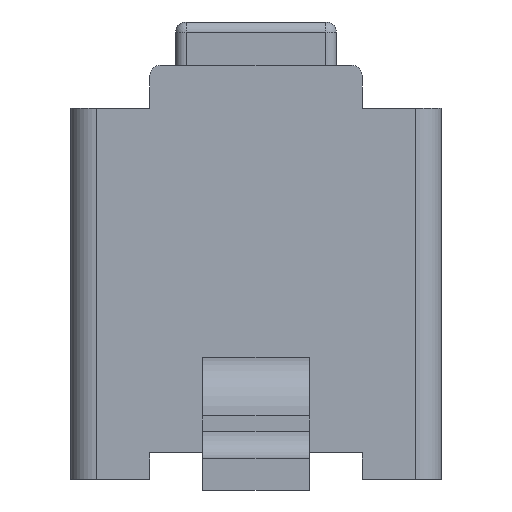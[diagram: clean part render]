
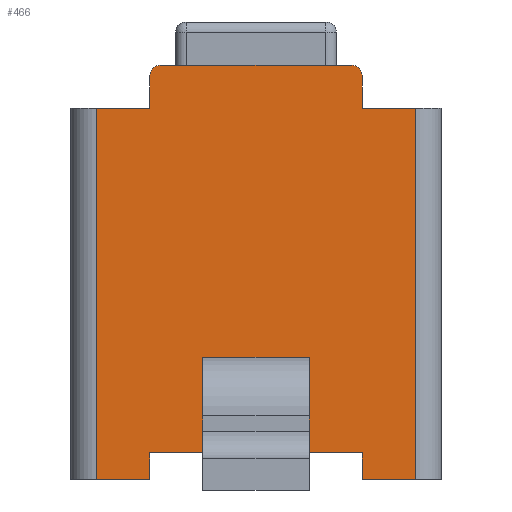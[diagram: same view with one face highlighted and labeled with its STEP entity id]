
A CAD part, front view. The second image highlights one B-rep face of the part: STEP entity #466.
In plain terms, the highlighted planar face has unit normal (0, -1, 0).
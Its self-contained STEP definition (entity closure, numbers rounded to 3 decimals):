
#103 = VERTEX_POINT('',#104);
#104 = CARTESIAN_POINT('',(-1.,-3.,0.35));
#110 = EDGE_CURVE('',#103,#111,#113,.T.);
#111 = VERTEX_POINT('',#112);
#112 = CARTESIAN_POINT('',(1.,-3.,0.35));
#113 = LINE('',#114,#115);
#114 = CARTESIAN_POINT('',(-1.,-3.,0.35));
#115 = VECTOR('',#116,1.);
#116 = DIRECTION('',(1.,0.,0.));
#223 = VERTEX_POINT('',#224);
#224 = CARTESIAN_POINT('',(1.,-3.,0.1));
#230 = EDGE_CURVE('',#223,#231,#233,.T.);
#231 = VERTEX_POINT('',#232);
#232 = CARTESIAN_POINT('',(1.5,-3.,0.1));
#233 = LINE('',#234,#235);
#234 = CARTESIAN_POINT('',(1.,-3.,0.1));
#235 = VECTOR('',#236,1.);
#236 = DIRECTION('',(1.,0.,0.));
#262 = VERTEX_POINT('',#263);
#263 = CARTESIAN_POINT('',(-1.,-3.,0.1));
#272 = VERTEX_POINT('',#273);
#273 = CARTESIAN_POINT('',(-1.5,-3.,0.1));
#280 = EDGE_CURVE('',#272,#262,#281,.T.);
#281 = LINE('',#282,#283);
#282 = CARTESIAN_POINT('',(-1.5,-3.,0.1));
#283 = VECTOR('',#284,1.);
#284 = DIRECTION('',(1.,0.,0.));
#447 = VERTEX_POINT('',#448);
#448 = CARTESIAN_POINT('',(1.5,-3.,3.6));
#455 = EDGE_CURVE('',#447,#231,#456,.T.);
#456 = LINE('',#457,#458);
#457 = CARTESIAN_POINT('',(1.5,-3.,3.6));
#458 = VECTOR('',#459,1.);
#459 = DIRECTION('',(0.,0.,-1.));
#466 = ADVANCED_FACE('',(#467,#549),#583,.T.);
#467 = FACE_BOUND('',#468,.F.);
#468 = EDGE_LOOP('',(#469,#470,#476,#477,#485,#493,#501,#510,#518,#527,
    #535,#541,#542,#543));
#469 = ORIENTED_EDGE('',*,*,#110,.F.);
#470 = ORIENTED_EDGE('',*,*,#471,.F.);
#471 = EDGE_CURVE('',#262,#103,#472,.T.);
#472 = LINE('',#473,#474);
#473 = CARTESIAN_POINT('',(-1.,-3.,0.1));
#474 = VECTOR('',#475,1.);
#475 = DIRECTION('',(0.,0.,1.));
#476 = ORIENTED_EDGE('',*,*,#280,.F.);
#477 = ORIENTED_EDGE('',*,*,#478,.T.);
#478 = EDGE_CURVE('',#272,#479,#481,.T.);
#479 = VERTEX_POINT('',#480);
#480 = CARTESIAN_POINT('',(-1.5,-3.,3.6));
#481 = LINE('',#482,#483);
#482 = CARTESIAN_POINT('',(-1.5,-3.,0.1));
#483 = VECTOR('',#484,1.);
#484 = DIRECTION('',(0.,0.,1.));
#485 = ORIENTED_EDGE('',*,*,#486,.T.);
#486 = EDGE_CURVE('',#479,#487,#489,.T.);
#487 = VERTEX_POINT('',#488);
#488 = CARTESIAN_POINT('',(-1.,-3.,3.6));
#489 = LINE('',#490,#491);
#490 = CARTESIAN_POINT('',(-1.5,-3.,3.6));
#491 = VECTOR('',#492,1.);
#492 = DIRECTION('',(1.,0.,0.));
#493 = ORIENTED_EDGE('',*,*,#494,.T.);
#494 = EDGE_CURVE('',#487,#495,#497,.T.);
#495 = VERTEX_POINT('',#496);
#496 = CARTESIAN_POINT('',(-1.,-3.,3.908));
#497 = LINE('',#498,#499);
#498 = CARTESIAN_POINT('',(-1.,-3.,3.6));
#499 = VECTOR('',#500,1.);
#500 = DIRECTION('',(0.,0.,1.));
#501 = ORIENTED_EDGE('',*,*,#502,.F.);
#502 = EDGE_CURVE('',#503,#495,#505,.T.);
#503 = VERTEX_POINT('',#504);
#504 = CARTESIAN_POINT('',(-0.9,-3.,4.008));
#505 = CIRCLE('',#506,0.1);
#506 = AXIS2_PLACEMENT_3D('',#507,#508,#509);
#507 = CARTESIAN_POINT('',(-0.9,-3.,3.908));
#508 = DIRECTION('',(0.,-1.,0.));
#509 = DIRECTION('',(0.,0.,1.));
#510 = ORIENTED_EDGE('',*,*,#511,.T.);
#511 = EDGE_CURVE('',#503,#512,#514,.T.);
#512 = VERTEX_POINT('',#513);
#513 = CARTESIAN_POINT('',(0.9,-3.,4.008));
#514 = LINE('',#515,#516);
#515 = CARTESIAN_POINT('',(-0.9,-3.,4.008));
#516 = VECTOR('',#517,1.);
#517 = DIRECTION('',(1.,0.,0.));
#518 = ORIENTED_EDGE('',*,*,#519,.F.);
#519 = EDGE_CURVE('',#520,#512,#522,.T.);
#520 = VERTEX_POINT('',#521);
#521 = CARTESIAN_POINT('',(1.,-3.,3.908));
#522 = CIRCLE('',#523,0.1);
#523 = AXIS2_PLACEMENT_3D('',#524,#525,#526);
#524 = CARTESIAN_POINT('',(0.9,-3.,3.908));
#525 = DIRECTION('',(0.,-1.,0.));
#526 = DIRECTION('',(1.,0.,0.));
#527 = ORIENTED_EDGE('',*,*,#528,.F.);
#528 = EDGE_CURVE('',#529,#520,#531,.T.);
#529 = VERTEX_POINT('',#530);
#530 = CARTESIAN_POINT('',(1.,-3.,3.6));
#531 = LINE('',#532,#533);
#532 = CARTESIAN_POINT('',(1.,-3.,3.6));
#533 = VECTOR('',#534,1.);
#534 = DIRECTION('',(0.,0.,1.));
#535 = ORIENTED_EDGE('',*,*,#536,.T.);
#536 = EDGE_CURVE('',#529,#447,#537,.T.);
#537 = LINE('',#538,#539);
#538 = CARTESIAN_POINT('',(1.,-3.,3.6));
#539 = VECTOR('',#540,1.);
#540 = DIRECTION('',(1.,0.,0.));
#541 = ORIENTED_EDGE('',*,*,#455,.T.);
#542 = ORIENTED_EDGE('',*,*,#230,.F.);
#543 = ORIENTED_EDGE('',*,*,#544,.T.);
#544 = EDGE_CURVE('',#223,#111,#545,.T.);
#545 = LINE('',#546,#547);
#546 = CARTESIAN_POINT('',(1.,-3.,0.1));
#547 = VECTOR('',#548,1.);
#548 = DIRECTION('',(0.,0.,1.));
#549 = FACE_BOUND('',#550,.F.);
#550 = EDGE_LOOP('',(#551,#561,#569,#577));
#551 = ORIENTED_EDGE('',*,*,#552,.F.);
#552 = EDGE_CURVE('',#553,#555,#557,.T.);
#553 = VERTEX_POINT('',#554);
#554 = CARTESIAN_POINT('',(-0.5,-3.,0.95));
#555 = VERTEX_POINT('',#556);
#556 = CARTESIAN_POINT('',(-0.5,-3.,1.25));
#557 = LINE('',#558,#559);
#558 = CARTESIAN_POINT('',(-0.5,-3.,0.95));
#559 = VECTOR('',#560,1.);
#560 = DIRECTION('',(0.,0.,1.));
#561 = ORIENTED_EDGE('',*,*,#562,.T.);
#562 = EDGE_CURVE('',#553,#563,#565,.T.);
#563 = VERTEX_POINT('',#564);
#564 = CARTESIAN_POINT('',(0.5,-3.,0.95));
#565 = LINE('',#566,#567);
#566 = CARTESIAN_POINT('',(-0.5,-3.,0.95));
#567 = VECTOR('',#568,1.);
#568 = DIRECTION('',(1.,0.,0.));
#569 = ORIENTED_EDGE('',*,*,#570,.T.);
#570 = EDGE_CURVE('',#563,#571,#573,.T.);
#571 = VERTEX_POINT('',#572);
#572 = CARTESIAN_POINT('',(0.5,-3.,1.25));
#573 = LINE('',#574,#575);
#574 = CARTESIAN_POINT('',(0.5,-3.,0.95));
#575 = VECTOR('',#576,1.);
#576 = DIRECTION('',(0.,0.,1.));
#577 = ORIENTED_EDGE('',*,*,#578,.F.);
#578 = EDGE_CURVE('',#555,#571,#579,.T.);
#579 = LINE('',#580,#581);
#580 = CARTESIAN_POINT('',(-0.5,-3.,1.25));
#581 = VECTOR('',#582,1.);
#582 = DIRECTION('',(1.,0.,0.));
#583 = PLANE('',#584);
#584 = AXIS2_PLACEMENT_3D('',#585,#586,#587);
#585 = CARTESIAN_POINT('',(-1.75,-3.,3.6));
#586 = DIRECTION('',(0.,-1.,0.));
#587 = DIRECTION('',(0.,0.,-1.));
